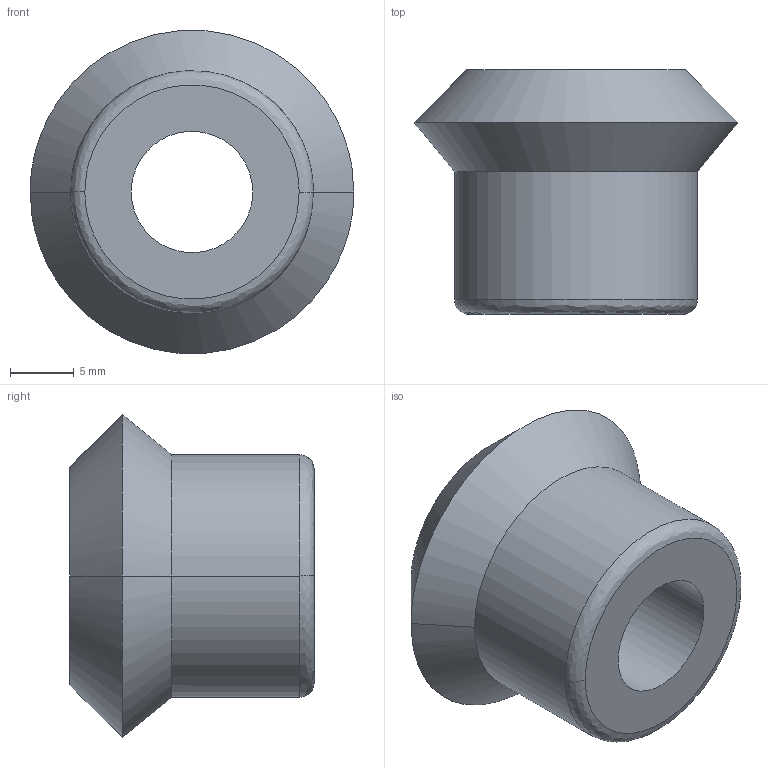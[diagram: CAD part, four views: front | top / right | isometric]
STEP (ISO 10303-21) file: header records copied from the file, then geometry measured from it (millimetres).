
FILE_DESCRIPTION((''),'2;1');
FILE_NAME('L110Y','2011-07-07T',('phuang'),(''),'PRO/ENGINEER BY PARAMETRIC TECHNOLOGY CORPORATION, 2010020','PRO/ENGINEER BY PARAMETRIC TECHNOLOGY CORPORATION, 2010020','');
FILE_SCHEMA(('CONFIG_CONTROL_DESIGN'));
Length unit declared in the file: inch
Products named in the file (1): L110Y
Bounding box: 25.4 x 19.18 x 25.33 mm (x, y, z)
Volume: 4801.2 mm3; surface area: 2326.5 mm2
Topology: 1 solids, 1 shells, 12 faces, 26 edges, 16 vertices
Faces by surface type: bspline 10, plane 2
Entity records: 565 total; most frequent: CARTESIAN_POINT 345, ORIENTED_EDGE 52, EDGE_CURVE 26, B_SPLINE_CURVE_WITH_KNOTS 24, VERTEX_POINT 16, EDGE_LOOP 14, FACE_OUTER_BOUND 12, ADVANCED_FACE 12
